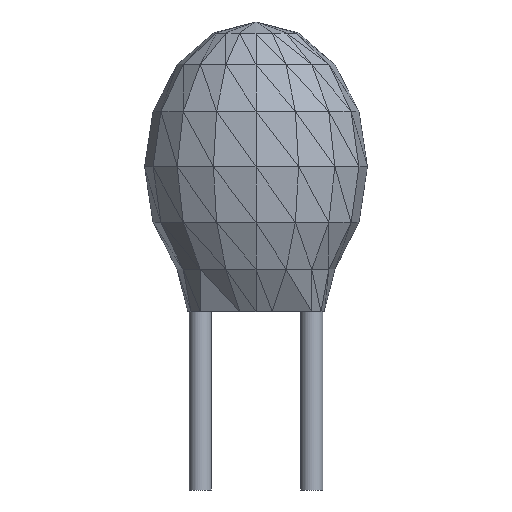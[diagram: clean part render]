
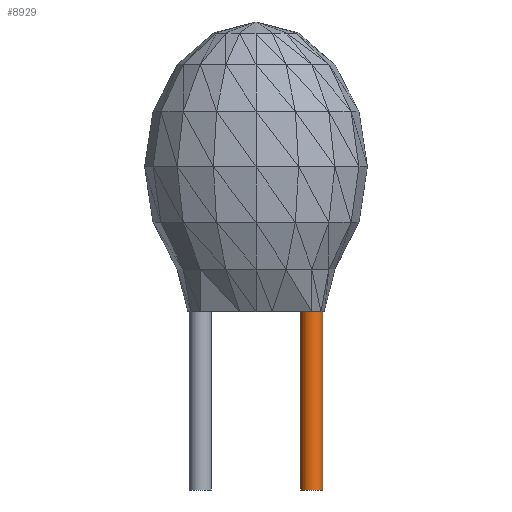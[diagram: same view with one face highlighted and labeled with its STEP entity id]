
A CAD part, front view. The second image highlights one B-rep face of the part: STEP entity #8929.
In plain terms, the highlighted cylindrical face has radius 0.254 mm (diameter 0.508 mm), a full revolution.
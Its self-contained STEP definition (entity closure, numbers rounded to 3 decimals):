
#8929=ADVANCED_FACE($,(#8935,#8934),#8952,.T.);
#8934=FACE_BOUND($,#8939,.T.);
#8935=FACE_OUTER_BOUND($,#8938,.T.);
#8938=EDGE_LOOP($,(#8948));
#8939=EDGE_LOOP($,(#8949));
#8942=CIRCLE($,#8955,0.254);
#8943=CIRCLE($,#8956,0.254);
#8944=VERTEX_POINT('',#8973);
#8945=VERTEX_POINT('',#8975);
#8946=EDGE_CURVE($,#8944,#8944,#8942,.T.);
#8947=EDGE_CURVE($,#8945,#8945,#8943,.T.);
#8948=ORIENTED_EDGE($,*,*,#8946,.F.);
#8949=ORIENTED_EDGE($,*,*,#8947,.F.);
#8952=CYLINDRICAL_SURFACE($,#8954,0.254);
#8954=AXIS2_PLACEMENT_3D($,#8972,#8961,#8962);
#8955=AXIS2_PLACEMENT_3D($,#8974,#8963,#8964);
#8956=AXIS2_PLACEMENT_3D($,#8976,#8965,#8966);
#8961=DIRECTION('',(0.,0.,1.));
#8962=DIRECTION('',(1.,0.,0.));
#8963=DIRECTION('',(0.,0.,1.));
#8964=DIRECTION('',(1.,0.,0.));
#8965=DIRECTION('',(0.,0.,-1.));
#8966=DIRECTION('',(1.,0.,0.));
#8972=CARTESIAN_POINT('',(2.54,0.0,-4.064));
#8973=CARTESIAN_POINT('',(2.286,0.0,0.0));
#8974=CARTESIAN_POINT('',(2.54,0.0,0.0));
#8975=CARTESIAN_POINT('',(2.286,0.0,-4.064));
#8976=CARTESIAN_POINT('',(2.54,0.0,-4.064));
